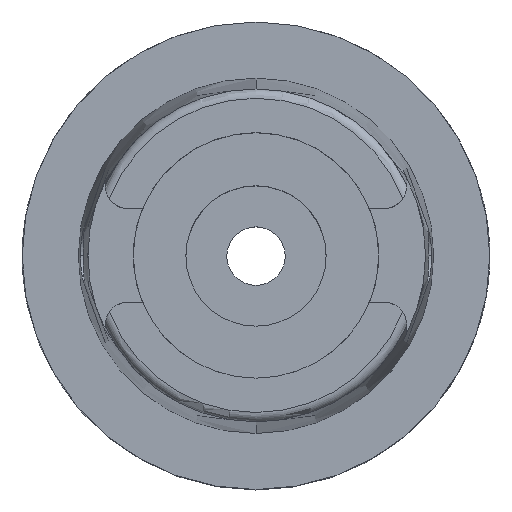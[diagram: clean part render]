
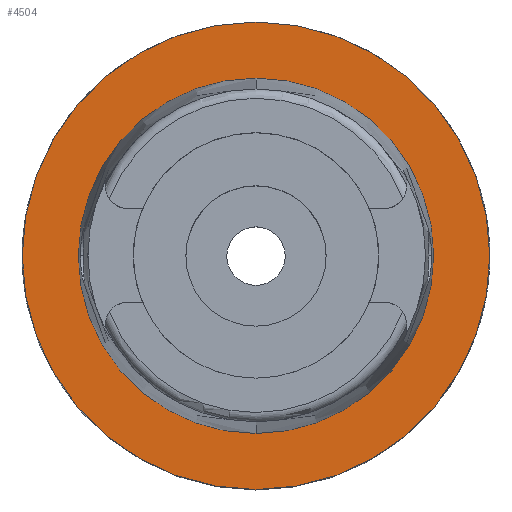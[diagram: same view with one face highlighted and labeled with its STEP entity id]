
A CAD part, top view. The second image highlights one B-rep face of the part: STEP entity #4504.
In plain terms, the highlighted planar face has unit normal (0, 0, 1).
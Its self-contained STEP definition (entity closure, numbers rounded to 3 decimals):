
#2308=CARTESIAN_POINT('',(0.,0.,0.));
#2309=DIRECTION('',(0.,0.,-1.));
#2310=DIRECTION('',(0.,-1.,0.));
#2311=AXIS2_PLACEMENT_3D('',#2308,#2309,#2310);
#2316=CARTESIAN_POINT('',(0.,0.,0.));
#2317=DIRECTION('',(0.,0.,-1.));
#2318=DIRECTION('',(0.,1.,0.));
#2319=AXIS2_PLACEMENT_3D('',#2316,#2317,#2318);
#2324=CARTESIAN_POINT('',(0.,0.,0.));
#2325=DIRECTION('',(0.,0.,1.));
#2326=DIRECTION('',(0.,-1.,0.));
#2327=AXIS2_PLACEMENT_3D('',#2324,#2325,#2326);
#2332=CARTESIAN_POINT('',(0.,0.,0.));
#2333=DIRECTION('',(0.,0.,1.));
#2334=DIRECTION('',(0.,1.,0.));
#2335=AXIS2_PLACEMENT_3D('',#2332,#2333,#2334);
#2538=CARTESIAN_POINT('',(0.,-15.2,0.));
#2539=VERTEX_POINT('',#2538);
#2540=CARTESIAN_POINT('',(0.,15.2,0.));
#2541=VERTEX_POINT('',#2540);
#2816=CARTESIAN_POINT('',(0.,20.,0.));
#2817=VERTEX_POINT('',#2816);
#2818=CARTESIAN_POINT('',(0.,-20.,0.));
#2819=VERTEX_POINT('',#2818);
#4491=CARTESIAN_POINT('',(0.,0.,0.));
#4492=DIRECTION('',(0.,0.,-1.));
#4493=DIRECTION('',(0.,-1.,0.));
#4494=AXIS2_PLACEMENT_3D('',#4491,#4492,#4493);
#4495=PLANE('',#4494);
#4496=ORIENTED_EDGE('',*,*,#4103,.T.);
#4497=ORIENTED_EDGE('',*,*,#4246,.T.);
#4498=EDGE_LOOP('',(#4496,#4497));
#4499=FACE_OUTER_BOUND('',#4498,.F.);
#4500=ORIENTED_EDGE('',*,*,#3047,.T.);
#4501=ORIENTED_EDGE('',*,*,#3016,.T.);
#4502=EDGE_LOOP('',(#4500,#4501));
#4503=FACE_BOUND('',#4502,.F.);
#2312=CIRCLE('',#2311,20.);
#2320=CIRCLE('',#2319,20.);
#2328=CIRCLE('',#2327,15.2);
#2336=CIRCLE('',#2335,15.2);
#3016=EDGE_CURVE('',#2541,#2539,#2336,.T.);
#3047=EDGE_CURVE('',#2539,#2541,#2328,.T.);
#4103=EDGE_CURVE('',#2819,#2817,#2312,.T.);
#4246=EDGE_CURVE('',#2817,#2819,#2320,.T.);
#4504=ADVANCED_FACE('',(#4499,#4503),#4495,.F.);
